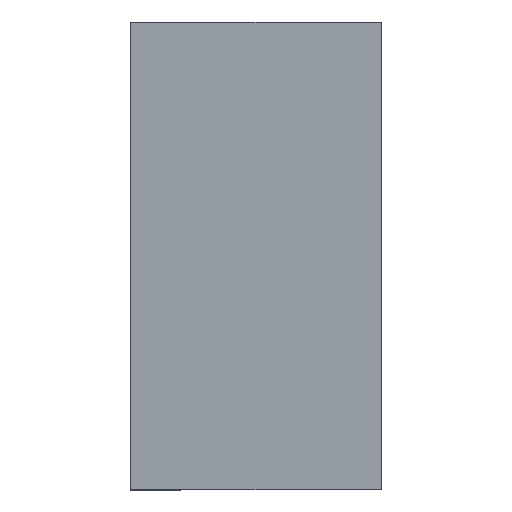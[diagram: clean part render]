
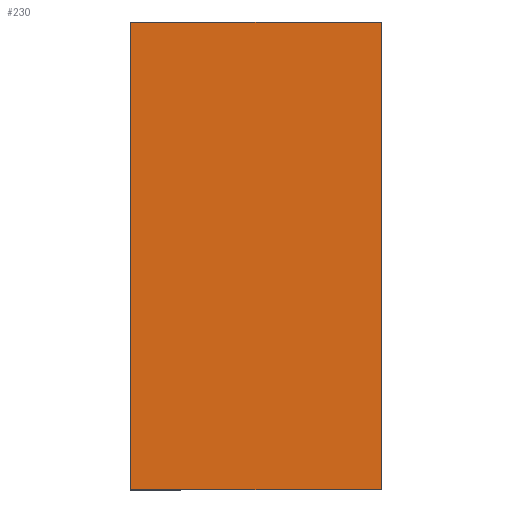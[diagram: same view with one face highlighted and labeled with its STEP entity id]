
A CAD part, top view. The second image highlights one B-rep face of the part: STEP entity #230.
In plain terms, the highlighted planar face has unit normal (0, 0, 1).
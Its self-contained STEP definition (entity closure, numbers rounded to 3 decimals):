
#24=FACE_OUTER_BOUND('',#36,.T.);
#36=EDGE_LOOP('',(#193,#194,#195,#196));
#47=LINE('',#336,#77);
#60=LINE('',#361,#90);
#64=LINE('',#369,#94);
#67=LINE('',#374,#97);
#77=VECTOR('',#273,10.);
#90=VECTOR('',#296,10.);
#94=VECTOR('',#302,10.);
#97=VECTOR('',#309,10.);
#107=VERTEX_POINT('',#334);
#108=VERTEX_POINT('',#335);
#115=VERTEX_POINT('',#360);
#118=VERTEX_POINT('',#367);
#127=EDGE_CURVE('',#107,#108,#47,.T.);
#140=EDGE_CURVE('',#115,#107,#60,.T.);
#144=EDGE_CURVE('',#118,#108,#64,.T.);
#147=EDGE_CURVE('',#118,#115,#67,.T.);
#193=ORIENTED_EDGE('',*,*,#147,.T.);
#194=ORIENTED_EDGE('',*,*,#140,.T.);
#195=ORIENTED_EDGE('',*,*,#127,.T.);
#196=ORIENTED_EDGE('',*,*,#144,.F.);
#218=PLANE('',#256);
#230=ADVANCED_FACE('',(#24),#218,.T.);
#256=AXIS2_PLACEMENT_3D('',#373,#307,#308);
#273=DIRECTION('',(-1.,0.,0.));
#296=DIRECTION('',(0.,1.,0.));
#302=DIRECTION('',(0.,1.,0.));
#307=DIRECTION('center_axis',(0.,0.,1.));
#308=DIRECTION('ref_axis',(1.,0.,0.));
#309=DIRECTION('',(1.,0.,0.));
#334=CARTESIAN_POINT('',(3.75,14.,0.5));
#335=CARTESIAN_POINT('',(-3.75,14.,0.5));
#336=CARTESIAN_POINT('',(3.75,14.,0.5));
#360=CARTESIAN_POINT('',(3.75,0.,0.5));
#361=CARTESIAN_POINT('',(3.75,0.,0.5));
#367=CARTESIAN_POINT('',(-3.75,0.,0.5));
#369=CARTESIAN_POINT('',(-3.75,0.,0.5));
#373=CARTESIAN_POINT('Origin',(-3.75,0.,0.5));
#374=CARTESIAN_POINT('',(-3.75,0.,0.5));
